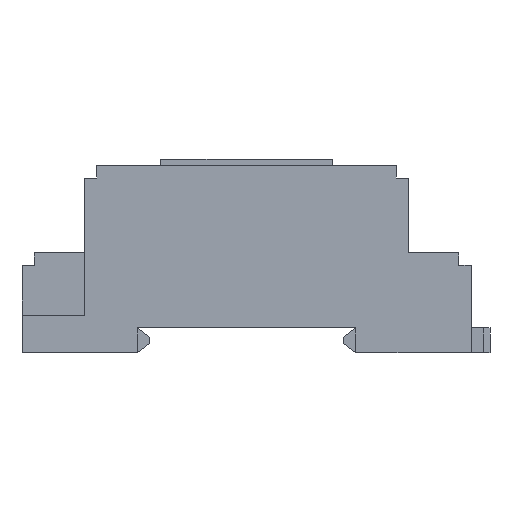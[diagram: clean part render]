
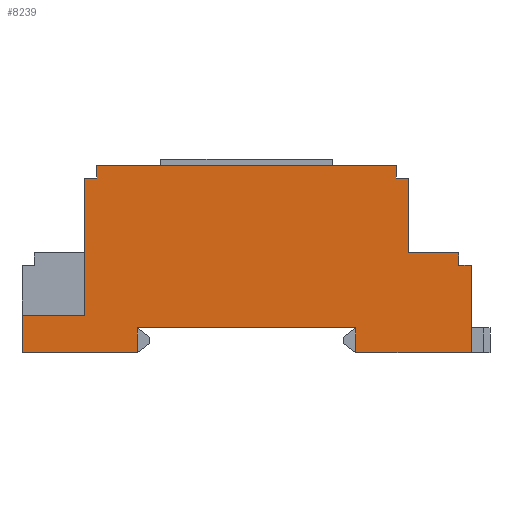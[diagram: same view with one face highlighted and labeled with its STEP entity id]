
A CAD part, left-side view. The second image highlights one B-rep face of the part: STEP entity #8239.
In plain terms, the highlighted planar face has unit normal (-1, 0, 0).
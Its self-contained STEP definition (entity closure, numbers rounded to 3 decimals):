
#157 = CARTESIAN_POINT ( 'NONE',  ( -14.5, -26., 16. ) ) ;
#237 = ORIENTED_EDGE ( 'NONE', *, *, #9322, .F. ) ;
#339 = LINE ( 'NONE', #3195, #8373 ) ;
#586 = VERTEX_POINT ( 'NONE', #157 ) ;
#735 = EDGE_CURVE ( 'NONE', #13995, #13852, #9001, .T. ) ;
#782 = CARTESIAN_POINT ( 'NONE',  ( -14.5, -17.5, 4. ) ) ;
#789 = ORIENTED_EDGE ( 'NONE', *, *, #8859, .F. ) ;
#828 = ORIENTED_EDGE ( 'NONE', *, *, #8834, .F. ) ;
#832 = DIRECTION ( 'NONE',  ( 0., 0., -1. ) ) ;
#833 = DIRECTION ( 'NONE',  ( 0., 0., -1. ) ) ;
#902 = DIRECTION ( 'NONE',  ( 0., 0., 1. ) ) ;
#904 = VECTOR ( 'NONE', #12775, 1000. ) ;
#959 = VECTOR ( 'NONE', #2161, 1000. ) ;
#983 = CARTESIAN_POINT ( 'NONE',  ( -14.5, 17.5, 0. ) ) ;
#1411 = DIRECTION ( 'NONE',  ( 0., 1., 0. ) ) ;
#1478 = DIRECTION ( 'NONE',  ( 0., -1., 0. ) ) ;
#1750 = DIRECTION ( 'NONE',  ( 1., 0., 0. ) ) ;
#1852 = VERTEX_POINT ( 'NONE', #12682 ) ;
#2161 = DIRECTION ( 'NONE',  ( 0., 0., -1. ) ) ;
#2187 = VERTEX_POINT ( 'NONE', #11309 ) ;
#2381 = VERTEX_POINT ( 'NONE', #3346 ) ;
#2428 = ORIENTED_EDGE ( 'NONE', *, *, #6116, .T. ) ;
#2626 = VERTEX_POINT ( 'NONE', #10001 ) ;
#2976 = CARTESIAN_POINT ( 'NONE',  ( -14.5, -36., 0. ) ) ;
#3195 = CARTESIAN_POINT ( 'NONE',  ( -14.5, -24., 28. ) ) ;
#3346 = CARTESIAN_POINT ( 'NONE',  ( -14.5, -34., 16. ) ) ;
#3415 = CARTESIAN_POINT ( 'NONE',  ( -14.5, 17.5, 4. ) ) ;
#3451 = ORIENTED_EDGE ( 'NONE', *, *, #15335, .F. ) ;
#3465 = ORIENTED_EDGE ( 'NONE', *, *, #10269, .F. ) ;
#3563 = EDGE_CURVE ( 'NONE', #8444, #586, #8304, .T. ) ;
#3596 = DIRECTION ( 'NONE',  ( 0., -1., 0. ) ) ;
#3696 = CARTESIAN_POINT ( 'NONE',  ( -14.5, 24., 28. ) ) ;
#3729 = ORIENTED_EDGE ( 'NONE', *, *, #6675, .T. ) ;
#3753 = LINE ( 'NONE', #2976, #5789 ) ;
#3831 = LINE ( 'NONE', #11096, #14628 ) ;
#3854 = VERTEX_POINT ( 'NONE', #9807 ) ;
#4195 = DIRECTION ( 'NONE',  ( 0., -1., 0. ) ) ;
#4221 = LINE ( 'NONE', #5877, #8301 ) ;
#4246 = CARTESIAN_POINT ( 'NONE',  ( -14.5, 24., 28. ) ) ;
#4293 = LINE ( 'NONE', #4465, #12457 ) ;
#4356 = CARTESIAN_POINT ( 'NONE',  ( -14.5, -34., 16. ) ) ;
#4365 = EDGE_CURVE ( 'NONE', #2626, #7485, #3831, .T. ) ;
#4465 = CARTESIAN_POINT ( 'NONE',  ( -14.5, -36., 16. ) ) ;
#4508 = DIRECTION ( 'NONE',  ( 0., 0., -1. ) ) ;
#4632 = VECTOR ( 'NONE', #15050, 1000. ) ;
#4780 = CARTESIAN_POINT ( 'NONE',  ( -14.5, 26., 6. ) ) ;
#4790 = CARTESIAN_POINT ( 'NONE',  ( -14.5, -26., 30. ) ) ;
#4857 = DIRECTION ( 'NONE',  ( 0., -1., 0. ) ) ;
#4875 = VECTOR ( 'NONE', #833, 1000. ) ;
#5015 = EDGE_CURVE ( 'NONE', #13531, #9566, #8081, .T. ) ;
#5108 = EDGE_LOOP ( 'NONE', ( #11769, #3451, #15391, #789, #14453, #237, #3729, #3465, #15037, #13559, #12764, #8966, #8336, #9440, #11783, #828, #5561, #2428 ) ) ;
#5207 = CARTESIAN_POINT ( 'NONE',  ( -14.5, 24., 30. ) ) ;
#5433 = FACE_OUTER_BOUND ( 'NONE', #5108, .T. ) ;
#5561 = ORIENTED_EDGE ( 'NONE', *, *, #5015, .F. ) ;
#5717 = DIRECTION ( 'NONE',  ( 0., -1., 0. ) ) ;
#5789 = VECTOR ( 'NONE', #4195, 1000. ) ;
#5877 = CARTESIAN_POINT ( 'NONE',  ( -14.5, -36., 0. ) ) ;
#5932 = CARTESIAN_POINT ( 'NONE',  ( -14.5, -26., 28. ) ) ;
#5964 = LINE ( 'NONE', #6853, #8560 ) ;
#6116 = EDGE_CURVE ( 'NONE', #13531, #6259, #3753, .T. ) ;
#6259 = VERTEX_POINT ( 'NONE', #7887 ) ;
#6356 = DIRECTION ( 'NONE',  ( 0., 0., 1. ) ) ;
#6455 = VECTOR ( 'NONE', #4508, 1000. ) ;
#6472 = CARTESIAN_POINT ( 'NONE',  ( -14.5, -36., 14. ) ) ;
#6675 = EDGE_CURVE ( 'NONE', #10585, #3854, #7843, .T. ) ;
#6693 = DIRECTION ( 'NONE',  ( 0., 0., -1. ) ) ;
#6727 = EDGE_CURVE ( 'NONE', #2626, #1852, #5964, .T. ) ;
#6853 = CARTESIAN_POINT ( 'NONE',  ( -14.5, 36., 31. ) ) ;
#7022 = LINE ( 'NONE', #983, #8131 ) ;
#7029 = CARTESIAN_POINT ( 'NONE',  ( -14.5, 26., 28. ) ) ;
#7031 = VERTEX_POINT ( 'NONE', #10936 ) ;
#7082 = CARTESIAN_POINT ( 'NONE',  ( -14.5, -24., 28. ) ) ;
#7268 = CARTESIAN_POINT ( 'NONE',  ( -14.5, -17.5, 4. ) ) ;
#7485 = VERTEX_POINT ( 'NONE', #4780 ) ;
#7594 = VERTEX_POINT ( 'NONE', #7029 ) ;
#7710 = VECTOR ( 'NONE', #6356, 1000. ) ;
#7730 = LINE ( 'NONE', #8393, #14425 ) ;
#7843 = LINE ( 'NONE', #14688, #9140 ) ;
#7887 = CARTESIAN_POINT ( 'NONE',  ( -14.5, -36., 0. ) ) ;
#7990 = CARTESIAN_POINT ( 'NONE',  ( -14.5, -17.5, 0. ) ) ;
#8047 = LINE ( 'NONE', #4356, #4875 ) ;
#8081 = LINE ( 'NONE', #12792, #13666 ) ;
#8091 = CARTESIAN_POINT ( 'NONE',  ( -14.5, -36., 31. ) ) ;
#8131 = VECTOR ( 'NONE', #832, 1000. ) ;
#8239 = ADVANCED_FACE ( 'NONE', ( #5433 ), #10094, .F. ) ;
#8301 = VECTOR ( 'NONE', #10778, 1000. ) ;
#8304 = LINE ( 'NONE', #11681, #6455 ) ;
#8336 = ORIENTED_EDGE ( 'NONE', *, *, #6727, .T. ) ;
#8373 = VECTOR ( 'NONE', #15105, 1000. ) ;
#8393 = CARTESIAN_POINT ( 'NONE',  ( -14.5, -34., 14. ) ) ;
#8444 = VERTEX_POINT ( 'NONE', #5932 ) ;
#8534 = LINE ( 'NONE', #11549, #4632 ) ;
#8560 = VECTOR ( 'NONE', #13850, 1000. ) ;
#8747 = DIRECTION ( 'NONE',  ( 0., 0., 1. ) ) ;
#8834 = EDGE_CURVE ( 'NONE', #9566, #12887, #13213, .T. ) ;
#8859 = EDGE_CURVE ( 'NONE', #586, #2381, #4293, .T. ) ;
#8966 = ORIENTED_EDGE ( 'NONE', *, *, #4365, .F. ) ;
#9001 = LINE ( 'NONE', #13473, #7710 ) ;
#9140 = VECTOR ( 'NONE', #8747, 1000. ) ;
#9279 = LINE ( 'NONE', #4790, #10025 ) ;
#9322 = EDGE_CURVE ( 'NONE', #10585, #8444, #339, .T. ) ;
#9440 = ORIENTED_EDGE ( 'NONE', *, *, #14812, .T. ) ;
#9482 = AXIS2_PLACEMENT_3D ( 'NONE', #11301, #1750, #6693 ) ;
#9566 = VERTEX_POINT ( 'NONE', #7268 ) ;
#9807 = CARTESIAN_POINT ( 'NONE',  ( -14.5, -24., 30. ) ) ;
#10001 = CARTESIAN_POINT ( 'NONE',  ( -14.5, 36., 6. ) ) ;
#10019 = EDGE_CURVE ( 'NONE', #7485, #7594, #8534, .T. ) ;
#10025 = VECTOR ( 'NONE', #3596, 1000. ) ;
#10094 = PLANE ( 'NONE',  #9482 ) ;
#10269 = EDGE_CURVE ( 'NONE', #13852, #3854, #9279, .T. ) ;
#10495 = LINE ( 'NONE', #8091, #959 ) ;
#10585 = VERTEX_POINT ( 'NONE', #7082 ) ;
#10682 = VECTOR ( 'NONE', #1411, 1000. ) ;
#10778 = DIRECTION ( 'NONE',  ( 0., -1., 0. ) ) ;
#10936 = CARTESIAN_POINT ( 'NONE',  ( -14.5, 17.5, 0. ) ) ;
#11096 = CARTESIAN_POINT ( 'NONE',  ( -14.5, 26., 6. ) ) ;
#11137 = EDGE_CURVE ( 'NONE', #12887, #7031, #7022, .T. ) ;
#11301 = CARTESIAN_POINT ( 'NONE',  ( -14.5, -36., 31. ) ) ;
#11309 = CARTESIAN_POINT ( 'NONE',  ( -14.5, -34., 14. ) ) ;
#11549 = CARTESIAN_POINT ( 'NONE',  ( -14.5, 26., 31. ) ) ;
#11681 = CARTESIAN_POINT ( 'NONE',  ( -14.5, -26., 31. ) ) ;
#11769 = ORIENTED_EDGE ( 'NONE', *, *, #13287, .F. ) ;
#11783 = ORIENTED_EDGE ( 'NONE', *, *, #11137, .F. ) ;
#12404 = EDGE_CURVE ( 'NONE', #13995, #7594, #15328, .T. ) ;
#12457 = VECTOR ( 'NONE', #5717, 1000. ) ;
#12682 = CARTESIAN_POINT ( 'NONE',  ( -14.5, 36., 0. ) ) ;
#12764 = ORIENTED_EDGE ( 'NONE', *, *, #10019, .F. ) ;
#12775 = DIRECTION ( 'NONE',  ( 0., 1., 0. ) ) ;
#12792 = CARTESIAN_POINT ( 'NONE',  ( -14.5, -17.5, 0. ) ) ;
#12887 = VERTEX_POINT ( 'NONE', #3415 ) ;
#13213 = LINE ( 'NONE', #782, #904 ) ;
#13287 = EDGE_CURVE ( 'NONE', #14542, #6259, #10495, .T. ) ;
#13473 = CARTESIAN_POINT ( 'NONE',  ( -14.5, 24., 30. ) ) ;
#13520 = EDGE_CURVE ( 'NONE', #2381, #2187, #8047, .T. ) ;
#13531 = VERTEX_POINT ( 'NONE', #7990 ) ;
#13559 = ORIENTED_EDGE ( 'NONE', *, *, #12404, .T. ) ;
#13666 = VECTOR ( 'NONE', #902, 1000. ) ;
#13850 = DIRECTION ( 'NONE',  ( 0., 0., -1. ) ) ;
#13852 = VERTEX_POINT ( 'NONE', #5207 ) ;
#13995 = VERTEX_POINT ( 'NONE', #4246 ) ;
#14425 = VECTOR ( 'NONE', #4857, 1000. ) ;
#14453 = ORIENTED_EDGE ( 'NONE', *, *, #3563, .F. ) ;
#14542 = VERTEX_POINT ( 'NONE', #6472 ) ;
#14628 = VECTOR ( 'NONE', #1478, 1000. ) ;
#14688 = CARTESIAN_POINT ( 'NONE',  ( -14.5, -24., 30. ) ) ;
#14812 = EDGE_CURVE ( 'NONE', #1852, #7031, #4221, .T. ) ;
#15037 = ORIENTED_EDGE ( 'NONE', *, *, #735, .F. ) ;
#15050 = DIRECTION ( 'NONE',  ( 0., 0., 1. ) ) ;
#15105 = DIRECTION ( 'NONE',  ( 0., -1., 0. ) ) ;
#15328 = LINE ( 'NONE', #3696, #10682 ) ;
#15335 = EDGE_CURVE ( 'NONE', #2187, #14542, #7730, .T. ) ;
#15391 = ORIENTED_EDGE ( 'NONE', *, *, #13520, .F. ) ;
